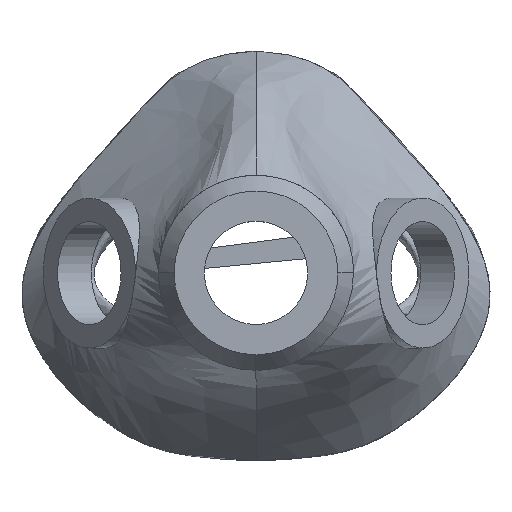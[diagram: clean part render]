
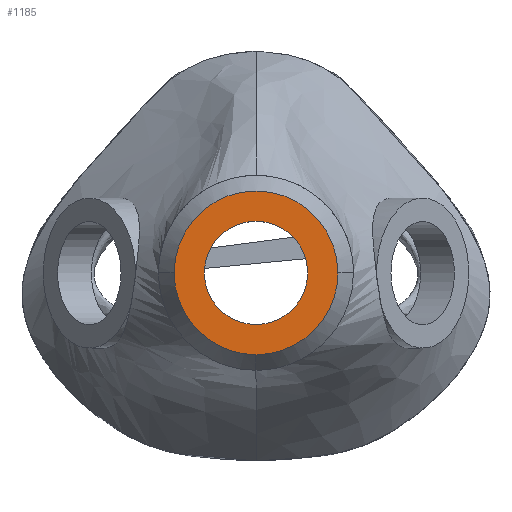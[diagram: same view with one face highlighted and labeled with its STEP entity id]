
A CAD part, top view. The second image highlights one B-rep face of the part: STEP entity #1185.
In plain terms, the highlighted planar face has unit normal (0, 0, 1).
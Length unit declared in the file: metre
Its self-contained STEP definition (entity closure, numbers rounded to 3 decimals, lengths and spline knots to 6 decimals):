
#65=PLANE('',#1279);
#180=B_SPLINE_CURVE_WITH_KNOTS('',3,(#4295,#4296,#4297,#4298,#4299,#4300,
#4301,#4302,#4303,#4304,#4305),.UNSPECIFIED.,.F.,.F.,(4,1,1,1,1,1,1,1,4),
(0.,0.125,0.25,0.375,0.5,0.625,0.75,0.875,1.),.UNSPECIFIED.);
#181=B_SPLINE_CURVE_WITH_KNOTS('',3,(#4308,#4309,#4310,#4311,#4312,#4313,
#4314,#4315,#4316,#4317,#4318),.UNSPECIFIED.,.F.,.F.,(4,1,1,1,1,1,1,1,4),
(0.,0.125,0.25,0.375,0.5,0.625,0.75,0.875,1.),.UNSPECIFIED.);
#381=ORIENTED_EDGE('',*,*,#741,.T.);
#382=ORIENTED_EDGE('',*,*,#742,.T.);
#383=ORIENTED_EDGE('',*,*,#743,.T.);
#384=ORIENTED_EDGE('',*,*,#740,.F.);
#740=EDGE_CURVE('',#915,#915,#957,.T.);
#741=EDGE_CURVE('',#916,#917,#180,.T.);
#742=EDGE_CURVE('',#917,#918,#181,.T.);
#743=EDGE_CURVE('',#918,#916,#958,.T.);
#915=VERTEX_POINT('',#4293);
#916=VERTEX_POINT('',#4306);
#917=VERTEX_POINT('',#4307);
#918=VERTEX_POINT('',#4319);
#957=CIRCLE('',#1278,0.01325);
#958=CIRCLE('',#1280,0.021);
#1003=EDGE_LOOP('',(#381,#382,#383));
#1004=EDGE_LOOP('',(#384));
#1093=FACE_BOUND('',#1003,.T.);
#1094=FACE_BOUND('',#1004,.T.);
#1185=ADVANCED_FACE('',(#1093,#1094),#65,.T.);
#1278=AXIS2_PLACEMENT_3D('',#4292,#1396,#1397);
#1279=AXIS2_PLACEMENT_3D('',#4294,#1398,#1399);
#1280=AXIS2_PLACEMENT_3D('',#4320,#1400,#1401);
#1396=DIRECTION('',(0.,0.,1.));
#1397=DIRECTION('',(1.,0.,0.));
#1398=DIRECTION('',(0.,0.,1.));
#1399=DIRECTION('',(1.,0.,0.));
#1400=DIRECTION('',(0.,0.,1.));
#1401=DIRECTION('',(1.,0.,0.));
#4292=CARTESIAN_POINT('',(0.,-0.006983,0.051));
#4293=CARTESIAN_POINT('',(0.01325,-0.006983,0.051));
#4294=CARTESIAN_POINT('',(0.,-0.006969,0.051));
#4295=CARTESIAN_POINT('',(-0.021,-0.006972,0.051));
#4296=CARTESIAN_POINT('',(-0.021001,-0.008344,0.051));
#4297=CARTESIAN_POINT('',(-0.020719,-0.011121,0.051));
#4298=CARTESIAN_POINT('',(-0.019513,-0.015071,0.051));
#4299=CARTESIAN_POINT('',(-0.017567,-0.018717,0.051));
#4300=CARTESIAN_POINT('',(-0.014937,-0.021909,0.051));
#4301=CARTESIAN_POINT('',(-0.011716,-0.024547,0.051));
#4302=CARTESIAN_POINT('',(-0.008093,-0.02648,0.051));
#4303=CARTESIAN_POINT('',(-0.004109,-0.027689,0.051));
#4304=CARTESIAN_POINT('',(-0.001375,-0.027956,0.051));
#4305=CARTESIAN_POINT('',(0.,-0.027956,0.051));
#4306=CARTESIAN_POINT('',(-0.021,-0.006972,0.051));
#4307=CARTESIAN_POINT('',(0.,-0.027956,0.051));
#4308=CARTESIAN_POINT('',(0.,-0.027956,0.051));
#4309=CARTESIAN_POINT('',(0.001372,-0.027958,0.051));
#4310=CARTESIAN_POINT('',(0.00415,-0.027678,0.051));
#4311=CARTESIAN_POINT('',(0.008102,-0.026475,0.051));
#4312=CARTESIAN_POINT('',(0.011749,-0.024532,0.051));
#4313=CARTESIAN_POINT('',(0.014943,-0.021902,0.051));
#4314=CARTESIAN_POINT('',(0.017583,-0.018683,0.051));
#4315=CARTESIAN_POINT('',(0.019519,-0.01506,0.051));
#4316=CARTESIAN_POINT('',(0.020731,-0.011076,0.051));
#4317=CARTESIAN_POINT('',(0.020999,-0.008343,0.051));
#4318=CARTESIAN_POINT('',(0.021,-0.006967,0.051));
#4319=CARTESIAN_POINT('',(0.021,-0.006967,0.051));
#4320=CARTESIAN_POINT('',(0.,-0.006983,0.051));
